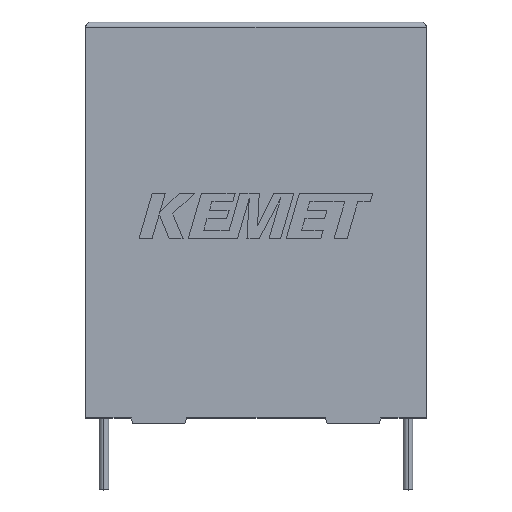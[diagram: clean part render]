
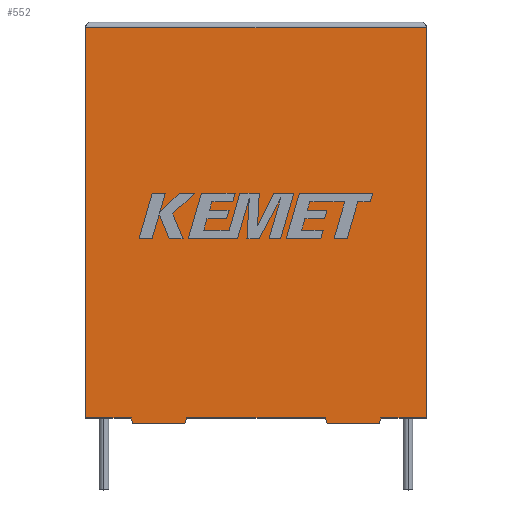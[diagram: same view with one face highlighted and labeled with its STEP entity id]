
A CAD part, top view. The second image highlights one B-rep face of the part: STEP entity #552.
In plain terms, the highlighted planar face has unit normal (0, 0, 1).
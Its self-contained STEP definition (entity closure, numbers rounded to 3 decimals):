
#5 = ORIENTED_EDGE ( 'NONE', *, *, #2665, .T. ) ;
#27 = VECTOR ( 'NONE', #2393, 1000. ) ;
#31 = EDGE_CURVE ( 'NONE', #418, #1041, #684, .T. ) ;
#34 = ORIENTED_EDGE ( 'NONE', *, *, #1971, .T. ) ;
#41 = DIRECTION ( 'NONE',  ( 1., 0., 0. ) ) ;
#54 = EDGE_CURVE ( 'NONE', #1190, #3169, #728, .T. ) ;
#68 = VECTOR ( 'NONE', #1448, 1000. ) ;
#100 = PLANE ( 'NONE',  #2847 ) ;
#173 = EDGE_CURVE ( 'NONE', #1269, #1190, #1069, .T. ) ;
#213 = CARTESIAN_POINT ( 'NONE',  ( 4.114, 0., 21.3 ) ) ;
#242 = CARTESIAN_POINT ( 'NONE',  ( 9.126, 0., 21.3 ) ) ;
#245 = ORIENTED_EDGE ( 'NONE', *, *, #2801, .T. ) ;
#252 = DIRECTION ( 'NONE',  ( 0.287, 0.958, 0. ) ) ;
#302 = LINE ( 'NONE', #3233, #1663 ) ;
#327 = VECTOR ( 'NONE', #1830, 1000. ) ;
#390 = EDGE_CURVE ( 'NONE', #1686, #1224, #1630, .T. ) ;
#418 = VERTEX_POINT ( 'NONE', #1550 ) ;
#552 = ADVANCED_FACE ( 'NONE', ( #3184 ), #100, .F. ) ;
#666 = LINE ( 'NONE', #1075, #3251 ) ;
#684 = LINE ( 'NONE', #2112, #27 ) ;
#717 = CARTESIAN_POINT ( 'NONE',  ( 21.824, -0.5, 21.3 ) ) ;
#728 = LINE ( 'NONE', #2919, #68 ) ;
#817 = EDGE_CURVE ( 'NONE', #3164, #1686, #1178, .T. ) ;
#844 = DIRECTION ( 'NONE',  ( 0., -1., 0. ) ) ;
#871 = CARTESIAN_POINT ( 'NONE',  ( 0., 0., 21.3 ) ) ;
#919 = EDGE_CURVE ( 'NONE', #2036, #1094, #302, .T. ) ;
#980 = CARTESIAN_POINT ( 'NONE',  ( 26.686, 0., 21.3 ) ) ;
#1041 = VERTEX_POINT ( 'NONE', #213 ) ;
#1069 = LINE ( 'NONE', #1154, #2646 ) ;
#1075 = CARTESIAN_POINT ( 'NONE',  ( 0., 0., 21.3 ) ) ;
#1082 = VECTOR ( 'NONE', #844, 1000. ) ;
#1089 = LINE ( 'NONE', #3024, #1230 ) ;
#1094 = VERTEX_POINT ( 'NONE', #2590 ) ;
#1113 = VECTOR ( 'NONE', #3131, 1000. ) ;
#1114 = ORIENTED_EDGE ( 'NONE', *, *, #1206, .F. ) ;
#1131 = CARTESIAN_POINT ( 'NONE',  ( 0., 0., 21.3 ) ) ;
#1148 = CARTESIAN_POINT ( 'NONE',  ( 30.8, 0., 21.3 ) ) ;
#1154 = CARTESIAN_POINT ( 'NONE',  ( 26.686, 0., 21.3 ) ) ;
#1178 = LINE ( 'NONE', #3003, #2764 ) ;
#1183 = VERTEX_POINT ( 'NONE', #2477 ) ;
#1190 = VERTEX_POINT ( 'NONE', #2260 ) ;
#1206 = EDGE_CURVE ( 'NONE', #3169, #1224, #1089, .T. ) ;
#1224 = VERTEX_POINT ( 'NONE', #1468 ) ;
#1230 = VECTOR ( 'NONE', #1990, 1000. ) ;
#1262 = ORIENTED_EDGE ( 'NONE', *, *, #817, .T. ) ;
#1269 = VERTEX_POINT ( 'NONE', #980 ) ;
#1422 = DIRECTION ( 'NONE',  ( -0.287, -0.958, 0. ) ) ;
#1425 = ORIENTED_EDGE ( 'NONE', *, *, #3148, .T. ) ;
#1448 = DIRECTION ( 'NONE',  ( -1., 0., 0. ) ) ;
#1468 = CARTESIAN_POINT ( 'NONE',  ( 21.674, 0., 21.3 ) ) ;
#1470 = ORIENTED_EDGE ( 'NONE', *, *, #31, .T. ) ;
#1493 = DIRECTION ( 'NONE',  ( -1., 0., 0. ) ) ;
#1534 = CARTESIAN_POINT ( 'NONE',  ( 0., 0., 21.3 ) ) ;
#1542 = VECTOR ( 'NONE', #41, 1000. ) ;
#1550 = CARTESIAN_POINT ( 'NONE',  ( 0., 0., 21.3 ) ) ;
#1623 = DIRECTION ( 'NONE',  ( 0., 0., -1. ) ) ;
#1630 = LINE ( 'NONE', #1534, #1542 ) ;
#1643 = ORIENTED_EDGE ( 'NONE', *, *, #1997, .T. ) ;
#1663 = VECTOR ( 'NONE', #2023, 1000. ) ;
#1673 = CARTESIAN_POINT ( 'NONE',  ( 4.264, -0.5, 21.3 ) ) ;
#1686 = VERTEX_POINT ( 'NONE', #242 ) ;
#1728 = LINE ( 'NONE', #3120, #327 ) ;
#1763 = LINE ( 'NONE', #871, #1082 ) ;
#1812 = ORIENTED_EDGE ( 'NONE', *, *, #54, .F. ) ;
#1826 = LINE ( 'NONE', #1673, #1113 ) ;
#1830 = DIRECTION ( 'NONE',  ( 0.287, -0.958, 0. ) ) ;
#1845 = CARTESIAN_POINT ( 'NONE',  ( 4.264, -0.5, 21.3 ) ) ;
#1903 = DIRECTION ( 'NONE',  ( -1., 0., 0. ) ) ;
#1971 = EDGE_CURVE ( 'NONE', #1269, #2036, #666, .T. ) ;
#1990 = DIRECTION ( 'NONE',  ( -0.287, 0.958, 0. ) ) ;
#1997 = EDGE_CURVE ( 'NONE', #1041, #2936, #1728, .T. ) ;
#2023 = DIRECTION ( 'NONE',  ( 0., 1., 0. ) ) ;
#2036 = VERTEX_POINT ( 'NONE', #1148 ) ;
#2112 = CARTESIAN_POINT ( 'NONE',  ( 0., 0., 21.3 ) ) ;
#2139 = CARTESIAN_POINT ( 'NONE',  ( 8.976, -0.5, 21.3 ) ) ;
#2260 = CARTESIAN_POINT ( 'NONE',  ( 26.536, -0.5, 21.3 ) ) ;
#2325 = ORIENTED_EDGE ( 'NONE', *, *, #173, .F. ) ;
#2393 = DIRECTION ( 'NONE',  ( 1., 0., 0. ) ) ;
#2477 = CARTESIAN_POINT ( 'NONE',  ( 0., 35.3, 21.3 ) ) ;
#2535 = VECTOR ( 'NONE', #1493, 1000. ) ;
#2590 = CARTESIAN_POINT ( 'NONE',  ( 30.8, 35.3, 21.3 ) ) ;
#2646 = VECTOR ( 'NONE', #1422, 1000. ) ;
#2665 = EDGE_CURVE ( 'NONE', #1183, #418, #1763, .T. ) ;
#2689 = LINE ( 'NONE', #2991, #2535 ) ;
#2737 = ORIENTED_EDGE ( 'NONE', *, *, #919, .T. ) ;
#2764 = VECTOR ( 'NONE', #252, 1000. ) ;
#2801 = EDGE_CURVE ( 'NONE', #1094, #1183, #2689, .T. ) ;
#2847 = AXIS2_PLACEMENT_3D ( 'NONE', #1131, #1623, #1903 ) ;
#2919 = CARTESIAN_POINT ( 'NONE',  ( 26.536, -0.5, 21.3 ) ) ;
#2936 = VERTEX_POINT ( 'NONE', #1845 ) ;
#2982 = ORIENTED_EDGE ( 'NONE', *, *, #390, .T. ) ;
#2991 = CARTESIAN_POINT ( 'NONE',  ( 0., 35.3, 21.3 ) ) ;
#3003 = CARTESIAN_POINT ( 'NONE',  ( 8.976, -0.5, 21.3 ) ) ;
#3024 = CARTESIAN_POINT ( 'NONE',  ( 21.824, -0.5, 21.3 ) ) ;
#3054 = EDGE_LOOP ( 'NONE', ( #2737, #245, #5, #1470, #1643, #1425, #1262, #2982, #1114, #1812, #2325, #34 ) ) ;
#3111 = DIRECTION ( 'NONE',  ( 1., 0., 0. ) ) ;
#3120 = CARTESIAN_POINT ( 'NONE',  ( 4.114, 0., 21.3 ) ) ;
#3131 = DIRECTION ( 'NONE',  ( 1., 0., 0. ) ) ;
#3148 = EDGE_CURVE ( 'NONE', #2936, #3164, #1826, .T. ) ;
#3164 = VERTEX_POINT ( 'NONE', #2139 ) ;
#3169 = VERTEX_POINT ( 'NONE', #717 ) ;
#3184 = FACE_OUTER_BOUND ( 'NONE', #3054, .T. ) ;
#3233 = CARTESIAN_POINT ( 'NONE',  ( 30.8, 0., 21.3 ) ) ;
#3251 = VECTOR ( 'NONE', #3111, 1000. ) ;
